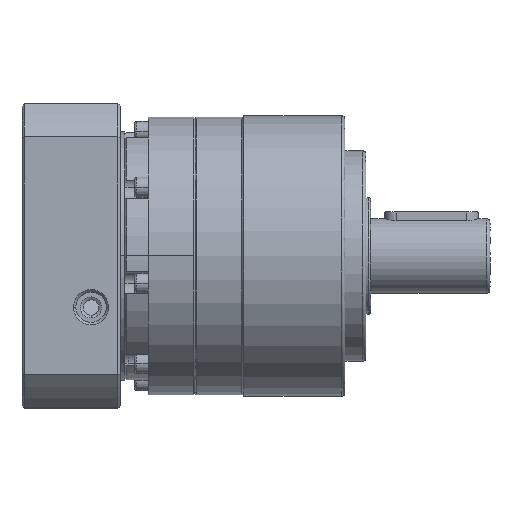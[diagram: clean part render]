
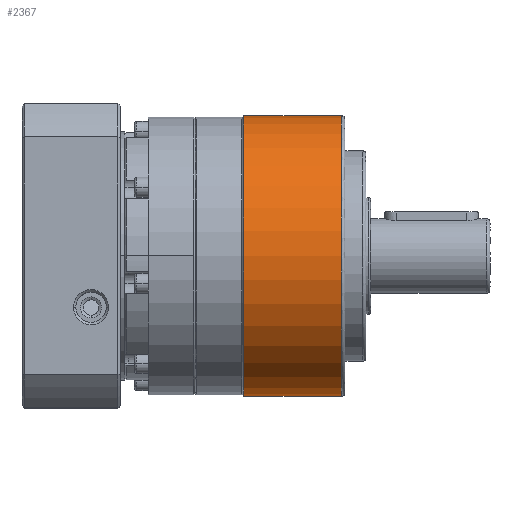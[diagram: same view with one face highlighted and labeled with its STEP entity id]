
A CAD part, top view. The second image highlights one B-rep face of the part: STEP entity #2367.
In plain terms, the highlighted cylindrical face has radius 60 mm (diameter 120 mm), a partial arc.
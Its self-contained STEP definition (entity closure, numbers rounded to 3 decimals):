
#299 = EDGE_CURVE ( 'NONE', #14782, #21870, #13127, .T. ) ;
#1032 = AXIS2_PLACEMENT_3D ( 'NONE', #4667, #3275, #3149 ) ;
#2049 = EDGE_CURVE ( 'NONE', #10071, #21870, #12139, .T. ) ;
#2367 = ADVANCED_FACE ( 'NONE', ( #9383 ), #16584, .T. ) ;
#3149 = DIRECTION ( 'NONE',  ( 1., 0., 0. ) ) ;
#3275 = DIRECTION ( 'NONE',  ( 0., 0., 1. ) ) ;
#4069 = DIRECTION ( 'NONE',  ( 0., 0., 1. ) ) ;
#4073 = CARTESIAN_POINT ( 'NONE',  ( 0., 0., 62.5 ) ) ;
#4150 = CARTESIAN_POINT ( 'NONE',  ( -60., 0., 0. ) ) ;
#4177 = AXIS2_PLACEMENT_3D ( 'NONE', #9629, #9670, #8646 ) ;
#4298 = DIRECTION ( 'NONE',  ( 0., 0., -1. ) ) ;
#4498 = DIRECTION ( 'NONE',  ( 1., 0., 0. ) ) ;
#4505 = CIRCLE ( 'NONE', #1032, 60. ) ;
#4667 = CARTESIAN_POINT ( 'NONE',  ( 0., 0., 20.75 ) ) ;
#5109 = EDGE_CURVE ( 'NONE', #14782, #8908, #4505, .T. ) ;
#5223 = ORIENTED_EDGE ( 'NONE', *, *, #13635, .T. ) ;
#6328 = VECTOR ( 'NONE', #19035, 1000. ) ;
#8646 = DIRECTION ( 'NONE',  ( 1., 0., 0. ) ) ;
#8908 = VERTEX_POINT ( 'NONE', #21373 ) ;
#9383 = FACE_OUTER_BOUND ( 'NONE', #15872, .T. ) ;
#9629 = CARTESIAN_POINT ( 'NONE',  ( 0., 0., 0. ) ) ;
#9670 = DIRECTION ( 'NONE',  ( 0., 0., 1. ) ) ;
#10071 = VERTEX_POINT ( 'NONE', #21122 ) ;
#10082 = ORIENTED_EDGE ( 'NONE', *, *, #2049, .T. ) ;
#10655 = AXIS2_PLACEMENT_3D ( 'NONE', #4073, #4298, #4498 ) ;
#12139 = CIRCLE ( 'NONE', #10655, 60. ) ;
#12301 = CARTESIAN_POINT ( 'NONE',  ( -60., 0., 20.75 ) ) ;
#12881 = VECTOR ( 'NONE', #4069, 1000. ) ;
#13127 = LINE ( 'NONE', #4150, #12881 ) ;
#13635 = EDGE_CURVE ( 'NONE', #8908, #10071, #19923, .T. ) ;
#14782 = VERTEX_POINT ( 'NONE', #12301 ) ;
#15872 = EDGE_LOOP ( 'NONE', ( #18147, #16303, #5223, #10082 ) ) ;
#16303 = ORIENTED_EDGE ( 'NONE', *, *, #5109, .T. ) ;
#16584 = CYLINDRICAL_SURFACE ( 'NONE', #4177, 60. ) ;
#18147 = ORIENTED_EDGE ( 'NONE', *, *, #299, .F. ) ;
#19035 = DIRECTION ( 'NONE',  ( 0., 0., 1. ) ) ;
#19147 = CARTESIAN_POINT ( 'NONE',  ( -60., 0., 62.5 ) ) ;
#19923 = LINE ( 'NONE', #20958, #6328 ) ;
#20958 = CARTESIAN_POINT ( 'NONE',  ( 60., 0., 0. ) ) ;
#21122 = CARTESIAN_POINT ( 'NONE',  ( 60., 0., 62.5 ) ) ;
#21373 = CARTESIAN_POINT ( 'NONE',  ( 60., 0., 20.75 ) ) ;
#21870 = VERTEX_POINT ( 'NONE', #19147 ) ;
